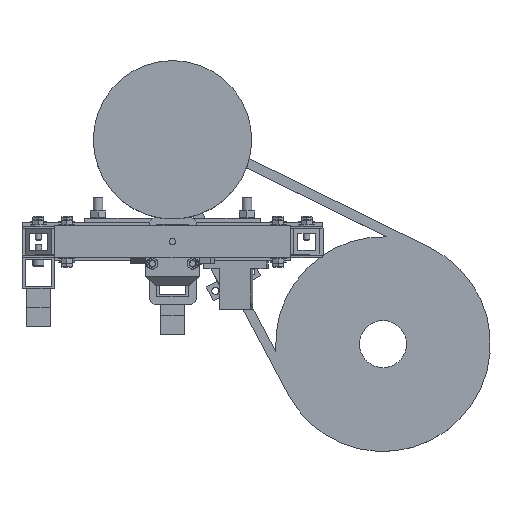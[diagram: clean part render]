
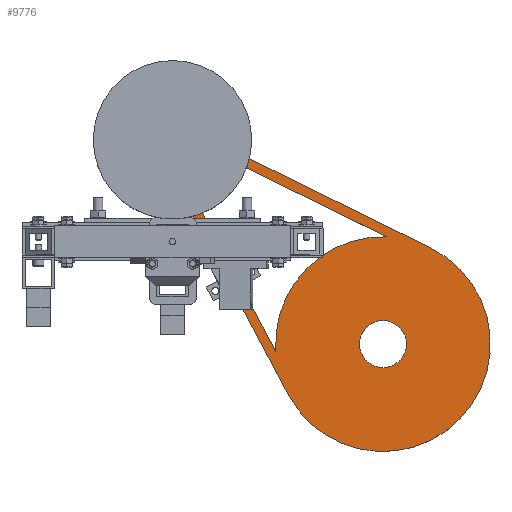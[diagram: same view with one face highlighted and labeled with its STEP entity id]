
A CAD part, top view. The second image highlights one B-rep face of the part: STEP entity #9776.
In plain terms, the highlighted planar face has unit normal (0, 0, 1).
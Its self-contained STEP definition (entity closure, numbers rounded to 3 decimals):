
#509=FACE_BOUND('',#2019,.T.);
#510=FACE_BOUND('',#2020,.T.);
#511=FACE_BOUND('',#2021,.T.);
#853=PLANE('',#10825);
#1350=FACE_OUTER_BOUND('',#2018,.T.);
#2018=EDGE_LOOP('',(#8699,#8700,#8701,#8702));
#2019=EDGE_LOOP('',(#8703));
#2020=EDGE_LOOP('',(#8704,#8705,#8706,#8707));
#2021=EDGE_LOOP('',(#8708));
#2968=LINE('',#15896,#4027);
#2972=LINE('',#15906,#4031);
#2976=LINE('',#15920,#4035);
#2980=LINE('',#15932,#4039);
#4027=VECTOR('',#13121,10.);
#4031=VECTOR('',#13133,10.);
#4035=VECTOR('',#13145,10.);
#4039=VECTOR('',#13157,10.);
#4443=CIRCLE('',#10804,15.);
#4446=CIRCLE('',#10808,68.5);
#4448=CIRCLE('',#10812,11.);
#4449=CIRCLE('',#10815,4.);
#4452=CIRCLE('',#10820,68.5);
#4454=CIRCLE('',#10824,11.);
#5140=VERTEX_POINT('',#15878);
#5144=VERTEX_POINT('',#15887);
#5145=VERTEX_POINT('',#15889);
#5147=VERTEX_POINT('',#15895);
#5149=VERTEX_POINT('',#15901);
#5150=VERTEX_POINT('',#15908);
#5154=VERTEX_POINT('',#15917);
#5155=VERTEX_POINT('',#15919);
#5157=VERTEX_POINT('',#15925);
#5159=VERTEX_POINT('',#15931);
#6342=EDGE_CURVE('',#5140,#5140,#4443,.T.);
#6347=EDGE_CURVE('',#5145,#5144,#4446,.T.);
#6350=EDGE_CURVE('',#5147,#5145,#2968,.T.);
#6353=EDGE_CURVE('',#5149,#5147,#4448,.T.);
#6356=EDGE_CURVE('',#5144,#5149,#2972,.T.);
#6357=EDGE_CURVE('',#5150,#5150,#4449,.T.);
#6362=EDGE_CURVE('',#5155,#5154,#2976,.T.);
#6365=EDGE_CURVE('',#5157,#5155,#4452,.T.);
#6368=EDGE_CURVE('',#5159,#5157,#2980,.T.);
#6371=EDGE_CURVE('',#5154,#5159,#4454,.T.);
#8699=ORIENTED_EDGE('',*,*,#6371,.T.);
#8700=ORIENTED_EDGE('',*,*,#6368,.T.);
#8701=ORIENTED_EDGE('',*,*,#6365,.T.);
#8702=ORIENTED_EDGE('',*,*,#6362,.T.);
#8703=ORIENTED_EDGE('',*,*,#6357,.T.);
#8704=ORIENTED_EDGE('',*,*,#6356,.T.);
#8705=ORIENTED_EDGE('',*,*,#6353,.T.);
#8706=ORIENTED_EDGE('',*,*,#6350,.T.);
#8707=ORIENTED_EDGE('',*,*,#6347,.T.);
#8708=ORIENTED_EDGE('',*,*,#6342,.T.);
#9776=ADVANCED_FACE('',(#1350,#509,#510,#511),#853,.T.);
#10804=AXIS2_PLACEMENT_3D('',#15879,#13105,#13106);
#10808=AXIS2_PLACEMENT_3D('',#15890,#13115,#13116);
#10812=AXIS2_PLACEMENT_3D('',#15902,#13127,#13128);
#10815=AXIS2_PLACEMENT_3D('',#15909,#13136,#13137);
#10820=AXIS2_PLACEMENT_3D('',#15926,#13151,#13152);
#10824=AXIS2_PLACEMENT_3D('',#15936,#13163,#13164);
#10825=AXIS2_PLACEMENT_3D('',#15937,#13165,#13166);
#13105=DIRECTION('center_axis',(0.,0.,-1.));
#13106=DIRECTION('ref_axis',(1.,0.,0.));
#13115=DIRECTION('center_axis',(0.,0.,1.));
#13116=DIRECTION('ref_axis',(1.,0.,0.));
#13121=DIRECTION('',(0.722,0.692,0.));
#13127=DIRECTION('center_axis',(0.,0.,1.));
#13128=DIRECTION('ref_axis',(1.,0.,0.));
#13133=DIRECTION('',(-0.99,-0.139,0.));
#13136=DIRECTION('center_axis',(0.,0.,-1.));
#13137=DIRECTION('ref_axis',(1.,0.,0.));
#13145=DIRECTION('',(-0.722,-0.692,0.));
#13151=DIRECTION('center_axis',(0.,0.,1.));
#13152=DIRECTION('ref_axis',(1.,0.,0.));
#13157=DIRECTION('',(0.99,0.139,0.));
#13163=DIRECTION('center_axis',(0.,0.,1.));
#13164=DIRECTION('ref_axis',(1.,0.,0.));
#13165=DIRECTION('center_axis',(0.,0.,1.));
#13166=DIRECTION('ref_axis',(1.,0.,0.));
#15878=CARTESIAN_POINT('',(153.236,81.642,8.5));
#15879=CARTESIAN_POINT('Origin',(168.236,81.642,8.5));
#15887=CARTESIAN_POINT('',(149.148,15.856,8.5));
#15889=CARTESIAN_POINT('',(104.743,107.35,8.5));
#15890=CARTESIAN_POINT('Origin',(168.236,81.642,8.5));
#15895=CARTESIAN_POINT('',(3.624,10.386,8.5));
#15896=CARTESIAN_POINT('',(3.624,10.386,8.5));
#15901=CARTESIAN_POINT('',(10.397,-3.592,8.5));
#15902=CARTESIAN_POINT('Origin',(0.,0.,8.5));
#15906=CARTESIAN_POINT('',(-9.009,-6.312,8.5));
#15908=CARTESIAN_POINT('',(-4.,0.,8.5));
#15909=CARTESIAN_POINT('Origin',(0.,0.,8.5));
#15917=CARTESIAN_POINT('',(-7.976,7.575,8.5));
#15919=CARTESIAN_POINT('',(120.826,131.084,8.5));
#15920=CARTESIAN_POINT('',(-7.976,7.575,8.5));
#15925=CARTESIAN_POINT('',(177.745,13.806,8.5));
#15926=CARTESIAN_POINT('Origin',(168.236,81.642,8.5));
#15931=CARTESIAN_POINT('',(1.527,-10.894,8.5));
#15932=CARTESIAN_POINT('',(1.527,-10.894,8.5));
#15936=CARTESIAN_POINT('Origin',(0.,0.,8.5));
#15937=CARTESIAN_POINT('Origin',(112.868,69.571,8.5));
